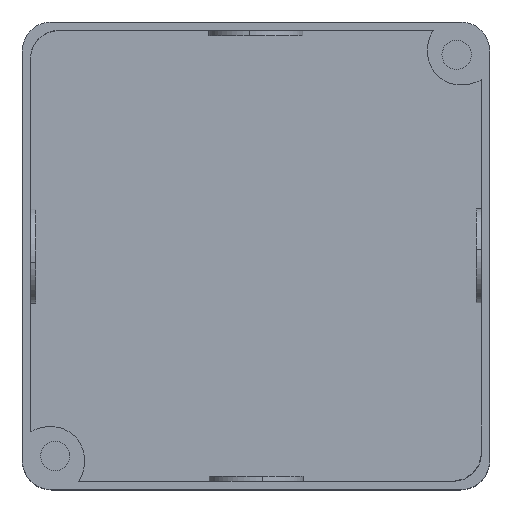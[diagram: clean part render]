
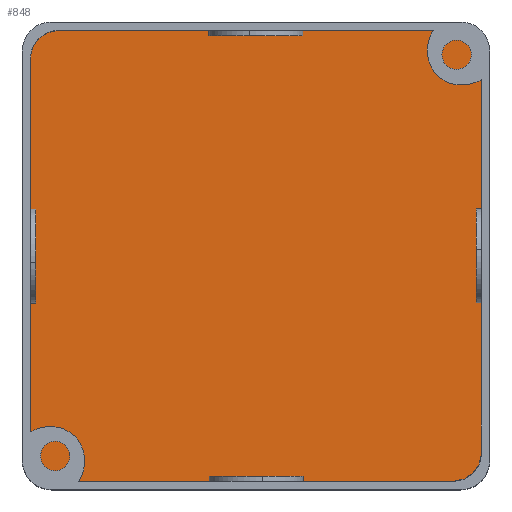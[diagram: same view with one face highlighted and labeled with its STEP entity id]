
A CAD part, top view. The second image highlights one B-rep face of the part: STEP entity #848.
In plain terms, the highlighted planar face has unit normal (0, 0, 1).
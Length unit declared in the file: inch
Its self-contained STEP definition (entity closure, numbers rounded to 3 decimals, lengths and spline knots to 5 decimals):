
#444=EDGE_CURVE('',#1298,#1299,#1300,.T.);
#516=EDGE_CURVE('',#1423,#1424,#1425,.T.);
#626=EDGE_CURVE('',#1608,#1423,#1609,.T.);
#686=EDGE_CURVE('',#1299,#1701,#1702,.T.);
#720=EDGE_CURVE('',#1701,#1753,#1754,.T.);
#796=EDGE_CURVE('',#1753,#1777,#1866,.T.);
#848=ADVANCED_FACE('',(#1939),#1940,.T.);
#1186=EDGE_CURVE('',#1424,#1298,#2367,.T.);
#1248=EDGE_CURVE('',#1777,#1608,#2440,.T.);
#1298=VERTEX_POINT('',#2493);
#1299=VERTEX_POINT('',#2494);
#1300=B_SPLINE_CURVE_WITH_KNOTS('',3,(#2495,#2496,#2497,#2498),.UNSPECIFIED.,.F.,.F.,(4,4),(-1.0,-0.0),.UNSPECIFIED.);
#1423=VERTEX_POINT('',#2768);
#1424=VERTEX_POINT('',#2769);
#1425=B_SPLINE_CURVE_WITH_KNOTS('',3,(#2770,#2771,#2772,#2773),.UNSPECIFIED.,.F.,.F.,(4,4),(-1.0,-0.0),.UNSPECIFIED.);
#1608=VERTEX_POINT('',#3165);
#1609=LINE('',#3166,#3167);
#1701=VERTEX_POINT('',#3356);
#1702=LINE('',#3357,#3358);
#1753=VERTEX_POINT('',#3465);
#1754=B_SPLINE_CURVE_WITH_KNOTS('',3,(#3466,#3467,#3468,#3469),.UNSPECIFIED.,.F.,.F.,(4,4),(-1.0,-0.0),.UNSPECIFIED.);
#1777=VERTEX_POINT('',#3515);
#1866=LINE('',#3702,#3703);
#1939=FACE_OUTER_BOUND('',#3856,.T.);
#1940=PLANE('',#3857);
#2367=LINE('',#4838,#4839);
#2440=B_SPLINE_CURVE_WITH_KNOTS('',3,(#5015,#5016,#5017,#5018),.UNSPECIFIED.,.F.,.F.,(4,4),(-1.0,-0.0),.UNSPECIFIED.);
#2493=CARTESIAN_POINT('',(-0.17877,0.31232,0.0));
#2494=CARTESIAN_POINT('',(0.06232,0.07122,0.0));
#2495=CARTESIAN_POINT('',(-0.17877,0.31232,0.0));
#2496=CARTESIAN_POINT('',(-0.17877,0.17917,0.0));
#2497=CARTESIAN_POINT('',(-0.07081,0.07122,0.0));
#2498=CARTESIAN_POINT('',(0.06232,0.07122,0.0));
#2768=CARTESIAN_POINT('',(0.06232,3.92878,0.0));
#2769=CARTESIAN_POINT('',(-0.17877,3.68768,0.0));
#2770=CARTESIAN_POINT('',(0.06232,3.92878,0.0));
#2771=CARTESIAN_POINT('',(-0.07081,3.92878,0.0));
#2772=CARTESIAN_POINT('',(-0.17877,3.82083,0.0));
#2773=CARTESIAN_POINT('',(-0.17877,3.68768,0.0));
#3165=CARTESIAN_POINT('',(3.43769,3.92878,0.0));
#3166=CARTESIAN_POINT('',(1.75,3.92878,0.0));
#3167=VECTOR('',#5337,1.0);
#3356=CARTESIAN_POINT('',(3.43769,0.07122,0.0));
#3357=CARTESIAN_POINT('',(1.75,0.07122,0.0));
#3358=VECTOR('',#5421,1.0);
#3465=CARTESIAN_POINT('',(3.67878,0.31232,0.0));
#3466=CARTESIAN_POINT('',(3.43769,0.07122,0.0));
#3467=CARTESIAN_POINT('',(3.57083,0.07122,0.0));
#3468=CARTESIAN_POINT('',(3.67878,0.17917,0.0));
#3469=CARTESIAN_POINT('',(3.67878,0.31232,0.0));
#3515=CARTESIAN_POINT('',(3.67878,3.68768,0.0));
#3702=CARTESIAN_POINT('',(3.67878,2.,0.0));
#3703=VECTOR('',#5579,1.0);
#3856=EDGE_LOOP('',(#5675,#5676,#5677,#5678,#5679,#5680,#5681,#5682));
#3857=AXIS2_PLACEMENT_3D('',#5683,#5684,#5685);
#4838=CARTESIAN_POINT('',(-0.17877,2.,0.0));
#4839=VECTOR('',#6118,1.0);
#5015=CARTESIAN_POINT('',(3.67878,3.68768,0.0));
#5016=CARTESIAN_POINT('',(3.67878,3.82083,0.0));
#5017=CARTESIAN_POINT('',(3.57083,3.92878,0.0));
#5018=CARTESIAN_POINT('',(3.43769,3.92878,0.0));
#5337=DIRECTION('',(-1.0,0.0,0.0));
#5421=DIRECTION('',(1.0,0.0,0.0));
#5579=DIRECTION('',(0.0,1.0,0.0));
#5675=ORIENTED_EDGE('',*,*,#516,.T.);
#5676=ORIENTED_EDGE('',*,*,#1186,.T.);
#5677=ORIENTED_EDGE('',*,*,#444,.T.);
#5678=ORIENTED_EDGE('',*,*,#686,.T.);
#5679=ORIENTED_EDGE('',*,*,#720,.T.);
#5680=ORIENTED_EDGE('',*,*,#796,.T.);
#5681=ORIENTED_EDGE('',*,*,#1248,.T.);
#5682=ORIENTED_EDGE('',*,*,#626,.T.);
#5683=CARTESIAN_POINT('',(1.75,2.,0.0));
#5684=DIRECTION('',(0.0,0.0,1.0));
#5685=DIRECTION('',(1.0,0.0,0.0));
#6118=DIRECTION('',(-0.0,-1.0,0.0));
